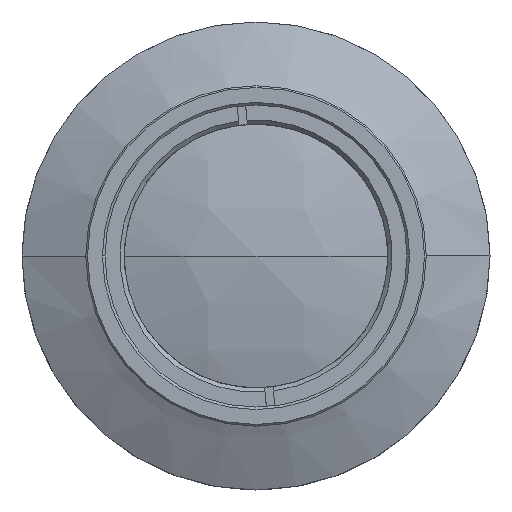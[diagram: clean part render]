
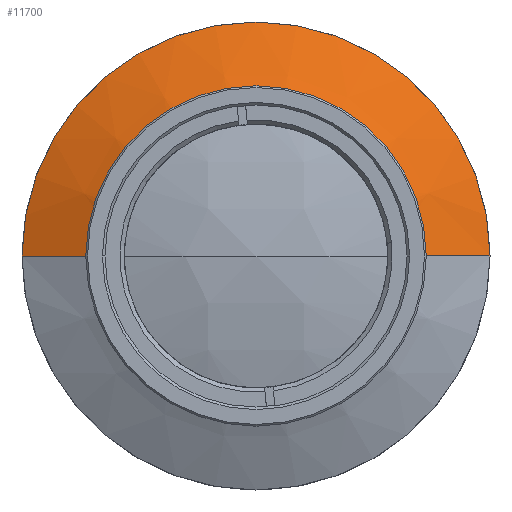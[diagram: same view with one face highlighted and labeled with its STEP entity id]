
A CAD part, left-side view. The second image highlights one B-rep face of the part: STEP entity #11700.
In plain terms, the highlighted conical face has half-angle 65 degrees and reference radius 27.5 mm.
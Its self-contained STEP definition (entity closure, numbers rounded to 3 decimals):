
#364 = CARTESIAN_POINT ( 'NONE',  ( 153.039, 0., 27.5 ) ) ;
#404 = ORIENTED_EDGE ( 'NONE', *, *, #14483, .T. ) ;
#778 = VERTEX_POINT ( 'NONE', #9751 ) ;
#1087 = AXIS2_PLACEMENT_3D ( 'NONE', #10773, #11304, #11226 ) ;
#1485 = DIRECTION ( 'NONE',  ( 0., 0., -1. ) ) ;
#1509 = AXIS2_PLACEMENT_3D ( 'NONE', #12159, #7454, #16026 ) ;
#1618 = DIRECTION ( 'NONE',  ( 1., 0., 0. ) ) ;
#1810 = CIRCLE ( 'NONE', #12504, 15.5 ) ;
#2096 = CARTESIAN_POINT ( 'NONE',  ( 147.443, 15.5, 0. ) ) ;
#2402 = CIRCLE ( 'NONE', #11272, 27.5 ) ;
#2614 = DIRECTION ( 'NONE',  ( 0., 0., -1. ) ) ;
#2661 = VECTOR ( 'NONE', #8360, 1000. ) ;
#2687 = CARTESIAN_POINT ( 'NONE',  ( 153.039, -27.5, 0. ) ) ;
#2923 = CARTESIAN_POINT ( 'NONE',  ( 153.039, 27.5, 0. ) ) ;
#2943 = DIRECTION ( 'NONE',  ( 0., 0., 1. ) ) ;
#3472 = DIRECTION ( 'NONE',  ( 0.423, 0.906, 0. ) ) ;
#3867 = EDGE_CURVE ( 'NONE', #15987, #9548, #7570, .T. ) ;
#4138 = DIRECTION ( 'NONE',  ( 1., 0., 0. ) ) ;
#4700 = AXIS2_PLACEMENT_3D ( 'NONE', #8987, #4138, #1485 ) ;
#7454 = DIRECTION ( 'NONE',  ( 1., 0., 0. ) ) ;
#7570 = CIRCLE ( 'NONE', #1509, 27.5 ) ;
#8060 = EDGE_CURVE ( 'NONE', #9548, #8072, #2402, .T. ) ;
#8072 = VERTEX_POINT ( 'NONE', #2687 ) ;
#8360 = DIRECTION ( 'NONE',  ( 0.423, -0.906, 0. ) ) ;
#8987 = CARTESIAN_POINT ( 'NONE',  ( 147.443, 0., 0. ) ) ;
#9037 = ORIENTED_EDGE ( 'NONE', *, *, #9382, .T. ) ;
#9382 = EDGE_CURVE ( 'NONE', #12123, #8072, #9611, .T. ) ;
#9548 = VERTEX_POINT ( 'NONE', #364 ) ;
#9611 = LINE ( 'NONE', #14532, #2661 ) ;
#9751 = CARTESIAN_POINT ( 'NONE',  ( 147.443, 0., 15.5 ) ) ;
#10773 = CARTESIAN_POINT ( 'NONE',  ( 153.039, 0., 0. ) ) ;
#10958 = CARTESIAN_POINT ( 'NONE',  ( 147.443, -15.5, 0. ) ) ;
#11226 = DIRECTION ( 'NONE',  ( 0., 1., 0. ) ) ;
#11272 = AXIS2_PLACEMENT_3D ( 'NONE', #11355, #1618, #2943 ) ;
#11304 = DIRECTION ( 'NONE',  ( 1., 0., 0. ) ) ;
#11355 = CARTESIAN_POINT ( 'NONE',  ( 153.039, 0., 0. ) ) ;
#11700 = ADVANCED_FACE ( 'NONE', ( #15898 ), #16005, .T. ) ;
#11734 = CIRCLE ( 'NONE', #4700, 15.5 ) ;
#12123 = VERTEX_POINT ( 'NONE', #10958 ) ;
#12159 = CARTESIAN_POINT ( 'NONE',  ( 153.039, 0., 0. ) ) ;
#12504 = AXIS2_PLACEMENT_3D ( 'NONE', #12581, #14048, #2614 ) ;
#12581 = CARTESIAN_POINT ( 'NONE',  ( 147.443, 0., 0. ) ) ;
#12807 = VECTOR ( 'NONE', #3472, 1000. ) ;
#12993 = VERTEX_POINT ( 'NONE', #2096 ) ;
#13206 = CARTESIAN_POINT ( 'NONE',  ( 153.039, 27.5, 0. ) ) ;
#14048 = DIRECTION ( 'NONE',  ( 1., 0., 0. ) ) ;
#14203 = ORIENTED_EDGE ( 'NONE', *, *, #15397, .F. ) ;
#14374 = EDGE_LOOP ( 'NONE', ( #404, #9037, #14774, #14691, #14203, #14392 ) ) ;
#14392 = ORIENTED_EDGE ( 'NONE', *, *, #14723, .T. ) ;
#14483 = EDGE_CURVE ( 'NONE', #778, #12123, #11734, .T. ) ;
#14532 = CARTESIAN_POINT ( 'NONE',  ( 153.039, -27.5, 0. ) ) ;
#14691 = ORIENTED_EDGE ( 'NONE', *, *, #3867, .F. ) ;
#14723 = EDGE_CURVE ( 'NONE', #12993, #778, #1810, .T. ) ;
#14774 = ORIENTED_EDGE ( 'NONE', *, *, #8060, .F. ) ;
#15397 = EDGE_CURVE ( 'NONE', #12993, #15987, #15664, .T. ) ;
#15664 = LINE ( 'NONE', #13206, #12807 ) ;
#15898 = FACE_OUTER_BOUND ( 'NONE', #14374, .T. ) ;
#15987 = VERTEX_POINT ( 'NONE', #2923 ) ;
#16005 = CONICAL_SURFACE ( 'NONE', #1087, 27.5, 1.134 ) ;
#16026 = DIRECTION ( 'NONE',  ( 0., 0., 1. ) ) ;
